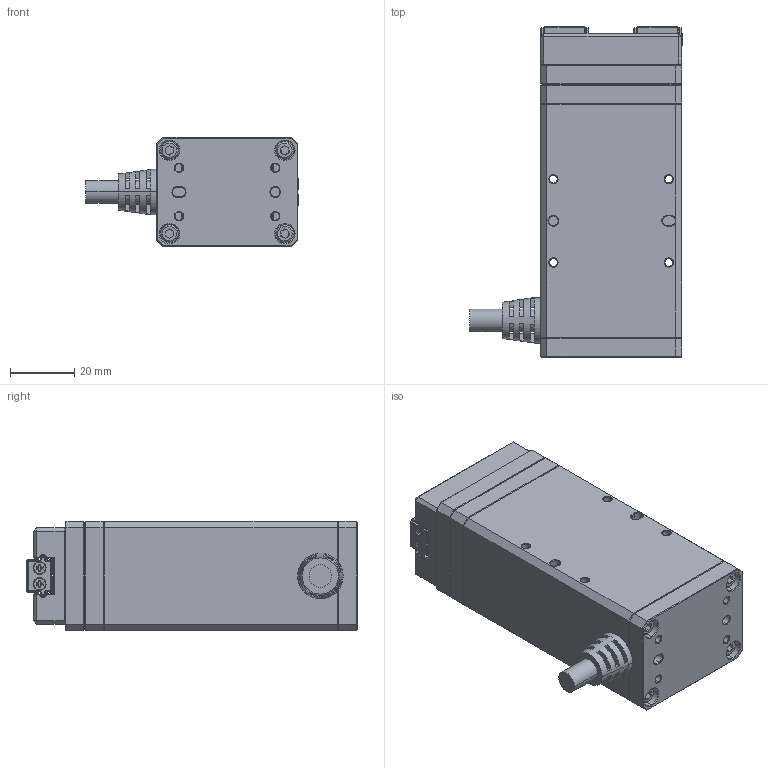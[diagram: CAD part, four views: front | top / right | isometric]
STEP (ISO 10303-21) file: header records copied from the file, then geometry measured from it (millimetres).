
FILE_DESCRIPTION (( 'STEP AP203' ), '1' );
FILE_NAME ('RM-MGBD-11-14-ITG 珨极峚倰標蛈 1.1.STEP', '2022-05-26T12:14:27', ( '' ), ( '' ), 'SwSTEP 2.0', 'SolidWorks 2019', '' );
FILE_SCHEMA (( 'CONFIG_CONTROL_DESIGN' ));
Length unit declared in the file: millimetre
Products named in the file (11): MSP02-MGBD003-2 賑輸14_14俴最; SR.step; MSP02-MGBD003-3 幗紩結輸14_14俴最; MSP02-MGBD003-1 絳寢14_14俴最; MSP01-MGBD001 菁裔14_14俴最; MSP01-MGBD003 萇儂嘐隅啣14_14俴最; MSP01-MGBD002 萇儂褲14_14俴最酗; MSP01-MGBD004 階裔14_14俴最; MFT02-M2x6 坋趼麥芛蹟佪; MFT03-M3x8 埴翐囀鞠褒蹟佪; RM-MGBD-11-14-ITG 珨极峚倰標蛈 1.1
Assembly tree (28 placements, depth 2):
  RM-MGBD-11-14-ITG 珨极峚倰標蛈 1.1
    MSP01-MGBD001 菁裔14_14俴最
    MSP01-MGBD004 階裔14_14俴最
    MSP01-MGBD003 萇儂嘐隅啣14_14俴最
    MSP01-MGBD002 萇儂褲14_14俴最酗
    MFT03-M3x8 埴翐囀鞠褒蹟佪  x8
    MSP02-MGBD003-1 絳寢14_14俴最
    MSP02-MGBD003-2 賑輸14_14俴最  x2
    MSP02-MGBD003-3 幗紩結輸14_14俴最  x4
    MFT02-M2x6 坋趼麥芛蹟佪  x8
    SR.step
Bounding box: 66.1 x 103 x 34 mm (x, y, z)
Volume: 51421.9 mm3; surface area: 47072.6 mm2
Topology: 28 solids, 28 shells, 1834 faces, 4158 edges, 2414 vertices
Faces by surface type: plane 909, cone 508, cylinder 417
Entity records: 31621 total; most frequent: CARTESIAN_POINT 5464, DIRECTION 5398, ORIENTED_EDGE 4856, EDGE_CURVE 2428, AXIS2_PLACEMENT_3D 1965, VECTOR 1468, LINE 1468, VERTEX_POINT 1439
